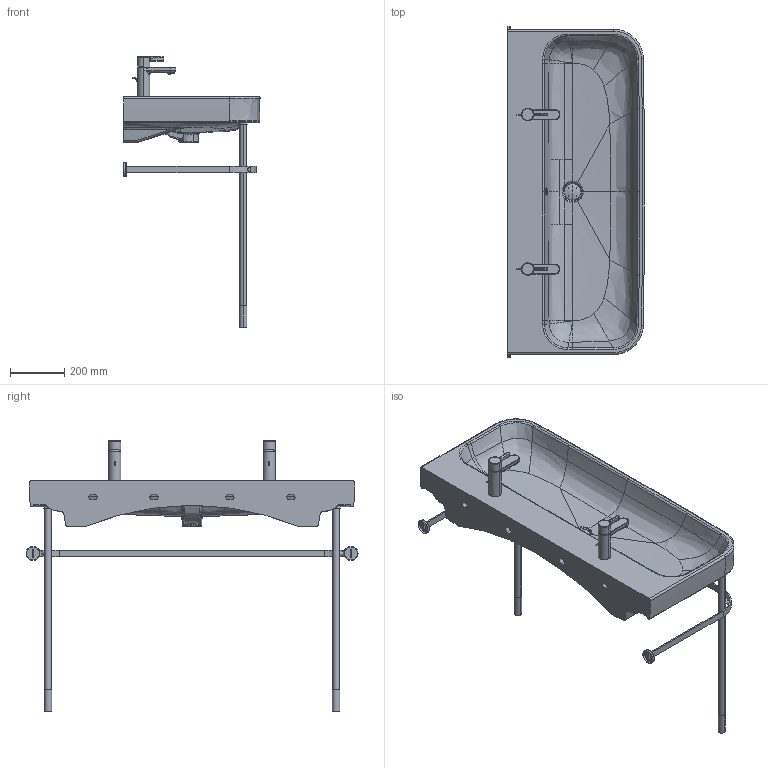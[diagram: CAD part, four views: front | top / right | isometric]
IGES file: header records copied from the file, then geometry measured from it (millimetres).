
Global section: file name: No Iges File Name specified; native system: Autodesk Inventor 2011; preprocessor: AutoDesk Inventor Iges Exporter R2011; author: Administrator; date: 20141121.140339; units: millimetre
Bounding box: 504.84 x 1224.49 x 998.58 mm (x, y, z)
Volume: 24933607.7 mm3; surface area: 2328863 mm2
Topology: 18 solids, 18 shells, 808 faces, 2024 edges, 1260 vertices
Faces by surface type: bspline 277, plane 208, revolution 137, cylinder 134, torus 42, cone 5, sphere 5
